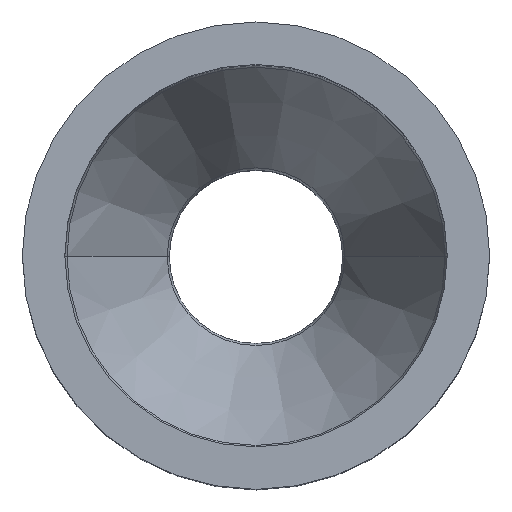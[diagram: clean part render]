
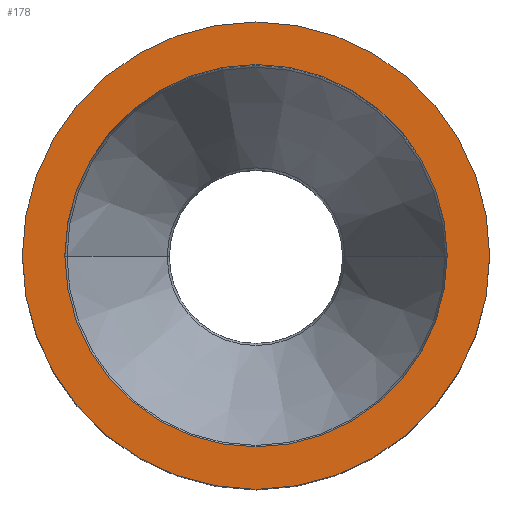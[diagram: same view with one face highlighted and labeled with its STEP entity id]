
A CAD part, top view. The second image highlights one B-rep face of the part: STEP entity #178.
In plain terms, the highlighted planar face has unit normal (0, 0, 1).
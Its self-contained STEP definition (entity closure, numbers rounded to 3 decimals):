
#5 = VERTEX_POINT ( 'NONE', #465 ) ;
#72 = AXIS2_PLACEMENT_3D ( 'NONE', #462, #172, #215 ) ;
#74 = EDGE_CURVE ( 'NONE', #307, #498, #82, .T. ) ;
#80 = PLANE ( 'NONE',  #624 ) ;
#82 = CIRCLE ( 'NONE', #72, 55. ) ;
#99 = ORIENTED_EDGE ( 'NONE', *, *, #256, .T. ) ;
#116 = AXIS2_PLACEMENT_3D ( 'NONE', #252, #552, #447 ) ;
#137 = DIRECTION ( 'NONE',  ( 1., 0., 0. ) ) ;
#162 = DIRECTION ( 'NONE',  ( -1., 0., 0. ) ) ;
#172 = DIRECTION ( 'NONE',  ( 0., 0., -1. ) ) ;
#178 = ADVANCED_FACE ( 'NONE', ( #545, #433 ), #80, .T. ) ;
#190 = DIRECTION ( 'NONE',  ( 0., 0., 1. ) ) ;
#215 = DIRECTION ( 'NONE',  ( -1., 0., 0. ) ) ;
#225 = CARTESIAN_POINT ( 'NONE',  ( -45., 0., 112.42 ) ) ;
#235 = ORIENTED_EDGE ( 'NONE', *, *, #556, .F. ) ;
#252 = CARTESIAN_POINT ( 'NONE',  ( 0., 0., 112.42 ) ) ;
#256 = EDGE_CURVE ( 'NONE', #445, #5, #516, .T. ) ;
#258 = ORIENTED_EDGE ( 'NONE', *, *, #415, .T. ) ;
#271 = CIRCLE ( 'NONE', #116, 45. ) ;
#276 = DIRECTION ( 'NONE',  ( 0., 0., -1. ) ) ;
#277 = EDGE_LOOP ( 'NONE', ( #258, #99 ) ) ;
#307 = VERTEX_POINT ( 'NONE', #450 ) ;
#316 = CARTESIAN_POINT ( 'NONE',  ( 0., 0., 112.42 ) ) ;
#326 = CARTESIAN_POINT ( 'NONE',  ( 0., 0., 112.42 ) ) ;
#415 = EDGE_CURVE ( 'NONE', #5, #445, #271, .T. ) ;
#416 = DIRECTION ( 'NONE',  ( 0., 0., -1. ) ) ;
#419 = CARTESIAN_POINT ( 'NONE',  ( 45., 0., 112.42 ) ) ;
#422 = CARTESIAN_POINT ( 'NONE',  ( -55., 0., 112.42 ) ) ;
#428 = AXIS2_PLACEMENT_3D ( 'NONE', #326, #276, #478 ) ;
#433 = FACE_OUTER_BOUND ( 'NONE', #501, .T. ) ;
#445 = VERTEX_POINT ( 'NONE', #419 ) ;
#447 = DIRECTION ( 'NONE',  ( -1., 0., 0. ) ) ;
#450 = CARTESIAN_POINT ( 'NONE',  ( 55., 0., 112.42 ) ) ;
#462 = CARTESIAN_POINT ( 'NONE',  ( 0., 0., 112.42 ) ) ;
#465 = CARTESIAN_POINT ( 'NONE',  ( -45., 0., 112.42 ) ) ;
#478 = DIRECTION ( 'NONE',  ( -1., 0., 0. ) ) ;
#498 = VERTEX_POINT ( 'NONE', #422 ) ;
#501 = EDGE_LOOP ( 'NONE', ( #235, #588 ) ) ;
#516 = CIRCLE ( 'NONE', #428, 45. ) ;
#538 = AXIS2_PLACEMENT_3D ( 'NONE', #316, #416, #162 ) ;
#545 = FACE_BOUND ( 'NONE', #277, .T. ) ;
#551 = CIRCLE ( 'NONE', #538, 55. ) ;
#552 = DIRECTION ( 'NONE',  ( 0., 0., -1. ) ) ;
#556 = EDGE_CURVE ( 'NONE', #498, #307, #551, .T. ) ;
#588 = ORIENTED_EDGE ( 'NONE', *, *, #74, .F. ) ;
#624 = AXIS2_PLACEMENT_3D ( 'NONE', #225, #190, #137 ) ;
